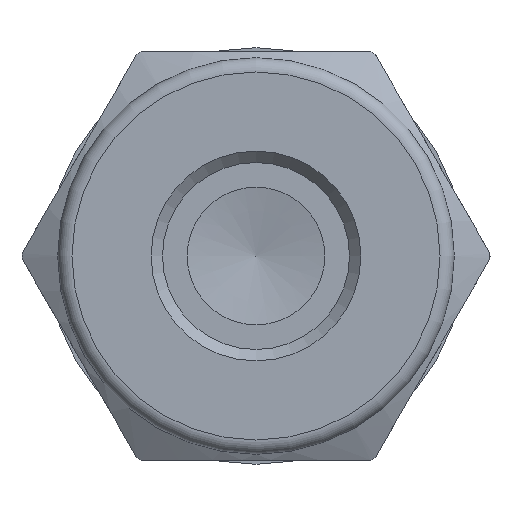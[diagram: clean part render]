
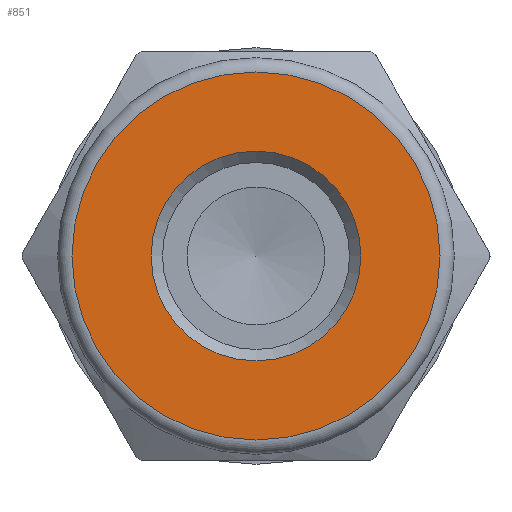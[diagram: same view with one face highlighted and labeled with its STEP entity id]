
A CAD part, left-side view. The second image highlights one B-rep face of the part: STEP entity #851.
In plain terms, the highlighted planar face has unit normal (-1, 0, 0).
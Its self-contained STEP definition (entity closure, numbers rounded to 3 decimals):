
#18=FACE_BOUND('',#208,.T.);
#68=CIRCLE('',#958,3.675);
#69=CIRCLE('',#960,6.45);
#149=FACE_OUTER_BOUND('',#207,.T.);
#207=EDGE_LOOP('',(#701));
#208=EDGE_LOOP('',(#702));
#397=VERTEX_POINT('',#1516);
#398=VERTEX_POINT('',#1520);
#507=EDGE_CURVE('',#397,#397,#68,.T.);
#508=EDGE_CURVE('',#398,#398,#69,.T.);
#701=ORIENTED_EDGE('',*,*,#508,.F.);
#702=ORIENTED_EDGE('',*,*,#507,.T.);
#810=PLANE('',#959);
#851=ADVANCED_FACE('',(#149,#18),#810,.T.);
#958=AXIS2_PLACEMENT_3D('',#1518,#1160,#1161);
#959=AXIS2_PLACEMENT_3D('',#1519,#1162,#1163);
#960=AXIS2_PLACEMENT_3D('',#1521,#1164,#1165);
#1160=DIRECTION('center_axis',(1.,0.,0.));
#1161=DIRECTION('ref_axis',(0.,0.,-1.));
#1162=DIRECTION('center_axis',(-1.,0.,0.));
#1163=DIRECTION('ref_axis',(0.,0.,1.));
#1164=DIRECTION('center_axis',(1.,0.,0.));
#1165=DIRECTION('ref_axis',(0.,0.,-1.));
#1516=CARTESIAN_POINT('',(0.,-3.675,0.));
#1518=CARTESIAN_POINT('Origin',(0.,0.,
0.));
#1519=CARTESIAN_POINT('Origin',(0.,6.45,
0.));
#1520=CARTESIAN_POINT('',(0.,0.,6.45));
#1521=CARTESIAN_POINT('Origin',(0.,0.,
0.));
